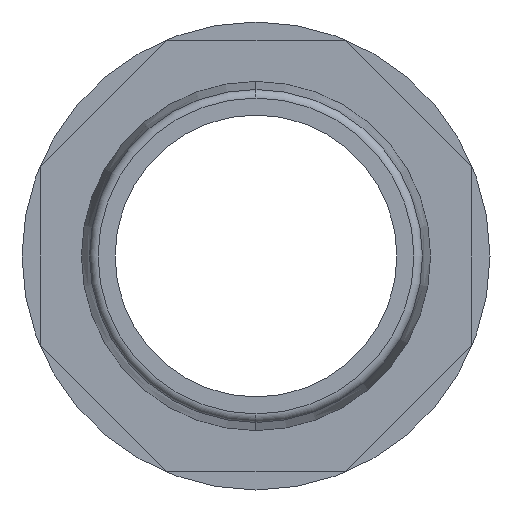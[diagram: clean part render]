
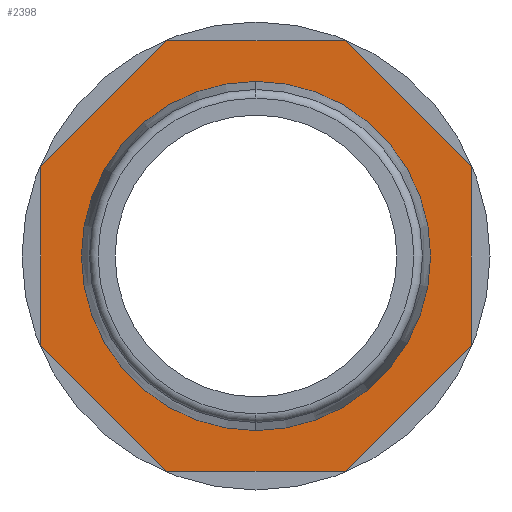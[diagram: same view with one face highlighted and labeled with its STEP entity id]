
A CAD part, left-side view. The second image highlights one B-rep face of the part: STEP entity #2398.
In plain terms, the highlighted planar face has unit normal (-1, 0, 0).
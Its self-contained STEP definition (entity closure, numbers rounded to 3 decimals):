
#476 = EDGE_LOOP ( 'NONE', ( #2677, #2678, #2679, #2680, #2681, #2682, #2683, #2684 ) ) ;
#479 = EDGE_LOOP ( 'NONE', ( #2675, #2676 ) ) ;
#680 = CARTESIAN_POINT ( 'NONE',  ( -32.85, 0., 0. ) ) ;
#681 = DIRECTION ( 'NONE',  ( -1., 0., 0. ) ) ;
#682 = DIRECTION ( 'NONE',  ( 0., 0., 1. ) ) ;
#1261 = CARTESIAN_POINT ( 'NONE',  ( -32.85, 0., 0. ) ) ;
#1262 = DIRECTION ( 'NONE',  ( -1., 0., 0. ) ) ;
#1263 = DIRECTION ( 'NONE',  ( 0., 0., 1. ) ) ;
#2387 = EDGE_CURVE ( 'NONE', #2436, #3464, #2516, .T. ) ;
#2388 = EDGE_CURVE ( 'NONE', #2435, #2436, #2515, .T. ) ;
#2389 = EDGE_CURVE ( 'NONE', #2434, #2435, #2525, .T. ) ;
#2390 = EDGE_CURVE ( 'NONE', #2433, #2434, #2528, .T. ) ;
#2391 = EDGE_CURVE ( 'NONE', #2432, #2433, #2531, .T. ) ;
#2392 = EDGE_CURVE ( 'NONE', #2431, #2432, #2534, .T. ) ;
#2393 = EDGE_CURVE ( 'NONE', #3463, #2431, #2537, .T. ) ;
#2394 = EDGE_CURVE ( 'NONE', #3464, #3463, #2540, .T. ) ;
#2398 = ADVANCED_FACE ( 'NONE', ( #2560, #2553 ), #2561, .F. ) ;
#2431 = VERTEX_POINT ( 'NONE', #5884 ) ;
#2432 = VERTEX_POINT ( 'NONE', #5885 ) ;
#2433 = VERTEX_POINT ( 'NONE', #5886 ) ;
#2434 = VERTEX_POINT ( 'NONE', #5887 ) ;
#2435 = VERTEX_POINT ( 'NONE', #5888 ) ;
#2436 = VERTEX_POINT ( 'NONE', #5880 ) ;
#2515 = LINE ( 'NONE', #2523, #4895 ) ;
#2516 = LINE ( 'NONE', #2521, #4893 ) ;
#2521 = CARTESIAN_POINT ( 'NONE',  ( -32.85, -10.355, 25. ) ) ;
#2522 = DIRECTION ( 'NONE',  ( 0., 1., 0. ) ) ;
#2523 = CARTESIAN_POINT ( 'NONE',  ( -32.85, -25., 10.355 ) ) ;
#2524 = DIRECTION ( 'NONE',  ( 0., 0.707, 0.707 ) ) ;
#2525 = LINE ( 'NONE', #2526, #4898 ) ;
#2526 = CARTESIAN_POINT ( 'NONE',  ( -32.85, -25., -10.355 ) ) ;
#2527 = DIRECTION ( 'NONE',  ( 0., 0., 1. ) ) ;
#2528 = LINE ( 'NONE', #2529, #4899 ) ;
#2529 = CARTESIAN_POINT ( 'NONE',  ( -32.85, -10.355, -25. ) ) ;
#2530 = DIRECTION ( 'NONE',  ( 0., -0.707, 0.707 ) ) ;
#2531 = LINE ( 'NONE', #2532, #4900 ) ;
#2532 = CARTESIAN_POINT ( 'NONE',  ( -32.85, 10.355, -25. ) ) ;
#2533 = DIRECTION ( 'NONE',  ( 0., -1., 0. ) ) ;
#2534 = LINE ( 'NONE', #2535, #4901 ) ;
#2535 = CARTESIAN_POINT ( 'NONE',  ( -32.85, 25., -10.355 ) ) ;
#2536 = DIRECTION ( 'NONE',  ( 0., -0.707, -0.707 ) ) ;
#2537 = LINE ( 'NONE', #2538, #4902 ) ;
#2538 = CARTESIAN_POINT ( 'NONE',  ( -32.85, 25., 10.355 ) ) ;
#2539 = DIRECTION ( 'NONE',  ( 0., 0., -1. ) ) ;
#2540 = LINE ( 'NONE', #2542, #4903 ) ;
#2542 = CARTESIAN_POINT ( 'NONE',  ( -32.85, 10.355, 25. ) ) ;
#2543 = DIRECTION ( 'NONE',  ( 0., 0.707, -0.707 ) ) ;
#2553 = FACE_OUTER_BOUND ( 'NONE', #476, .T. ) ;
#2557 = CARTESIAN_POINT ( 'NONE',  ( -32.85, 27.06, 0. ) ) ;
#2560 = FACE_BOUND ( 'NONE', #479, .T. ) ;
#2561 = PLANE ( 'NONE',  #4910 ) ;
#2563 = DIRECTION ( 'NONE',  ( 1., 0., 0. ) ) ;
#2564 = DIRECTION ( 'NONE',  ( 0., 0., -1. ) ) ;
#2675 = ORIENTED_EDGE ( 'NONE', *, *, #3886, .F. ) ;
#2676 = ORIENTED_EDGE ( 'NONE', *, *, #3816, .F. ) ;
#2677 = ORIENTED_EDGE ( 'NONE', *, *, #2394, .T. ) ;
#2678 = ORIENTED_EDGE ( 'NONE', *, *, #2393, .T. ) ;
#2679 = ORIENTED_EDGE ( 'NONE', *, *, #2392, .T. ) ;
#2680 = ORIENTED_EDGE ( 'NONE', *, *, #2391, .T. ) ;
#2681 = ORIENTED_EDGE ( 'NONE', *, *, #2390, .T. ) ;
#2682 = ORIENTED_EDGE ( 'NONE', *, *, #2389, .T. ) ;
#2683 = ORIENTED_EDGE ( 'NONE', *, *, #2388, .T. ) ;
#2684 = ORIENTED_EDGE ( 'NONE', *, *, #2387, .T. ) ;
#3381 = VERTEX_POINT ( 'NONE', #5915 ) ;
#3405 = VERTEX_POINT ( 'NONE', #5927 ) ;
#3463 = VERTEX_POINT ( 'NONE', #5977 ) ;
#3464 = VERTEX_POINT ( 'NONE', #5978 ) ;
#3816 = EDGE_CURVE ( 'NONE', #3381, #3405, #5055, .T. ) ;
#3886 = EDGE_CURVE ( 'NONE', #3405, #3381, #5105, .T. ) ;
#4893 = VECTOR ( 'NONE', #2522, 1000. ) ;
#4895 = VECTOR ( 'NONE', #2524, 1000. ) ;
#4898 = VECTOR ( 'NONE', #2527, 1000. ) ;
#4899 = VECTOR ( 'NONE', #2530, 1000. ) ;
#4900 = VECTOR ( 'NONE', #2533, 1000. ) ;
#4901 = VECTOR ( 'NONE', #2536, 1000. ) ;
#4902 = VECTOR ( 'NONE', #2539, 1000. ) ;
#4903 = VECTOR ( 'NONE', #2543, 1000. ) ;
#4910 = AXIS2_PLACEMENT_3D ( 'NONE', #2557, #2563, #2564 ) ;
#5055 = CIRCLE ( 'NONE', #5057, 20.25 ) ;
#5057 = AXIS2_PLACEMENT_3D ( 'NONE', #680, #681, #682 ) ;
#5105 = CIRCLE ( 'NONE', #5111, 20.25 ) ;
#5111 = AXIS2_PLACEMENT_3D ( 'NONE', #1261, #1262, #1263 ) ;
#5880 = CARTESIAN_POINT ( 'NONE',  ( -32.85, -10.355, 25. ) ) ;
#5884 = CARTESIAN_POINT ( 'NONE',  ( -32.85, 25., -10.355 ) ) ;
#5885 = CARTESIAN_POINT ( 'NONE',  ( -32.85, 10.355, -25. ) ) ;
#5886 = CARTESIAN_POINT ( 'NONE',  ( -32.85, -10.355, -25. ) ) ;
#5887 = CARTESIAN_POINT ( 'NONE',  ( -32.85, -25., -10.355 ) ) ;
#5888 = CARTESIAN_POINT ( 'NONE',  ( -32.85, -25., 10.355 ) ) ;
#5915 = CARTESIAN_POINT ( 'NONE',  ( -32.85, 0., -20.25 ) ) ;
#5927 = CARTESIAN_POINT ( 'NONE',  ( -32.85, 0., 20.25 ) ) ;
#5977 = CARTESIAN_POINT ( 'NONE',  ( -32.85, 25., 10.355 ) ) ;
#5978 = CARTESIAN_POINT ( 'NONE',  ( -32.85, 10.355, 25. ) ) ;
